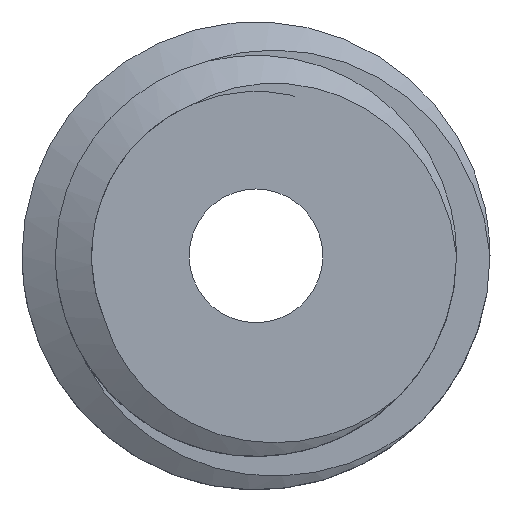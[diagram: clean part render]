
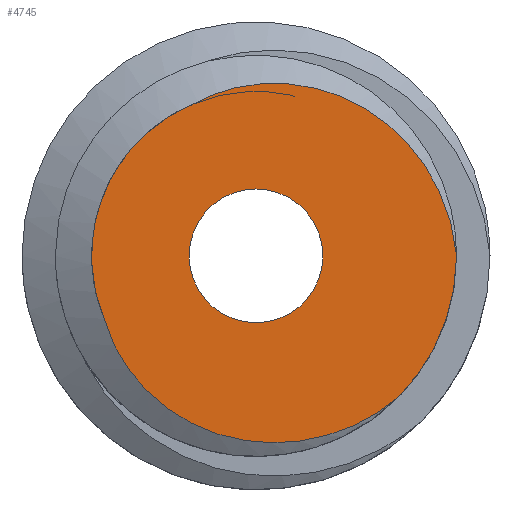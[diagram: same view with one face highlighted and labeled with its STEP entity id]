
A CAD part, front view. The second image highlights one B-rep face of the part: STEP entity #4745.
In plain terms, the highlighted planar face has unit normal (0, -1, 0).
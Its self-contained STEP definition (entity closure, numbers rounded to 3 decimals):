
#30 = CARTESIAN_POINT ( 'NONE',  ( 2.003, 0., 1.951 ) ) ;
#47 = DIRECTION ( 'NONE',  ( -1., 0., 0. ) ) ;
#62 = DIRECTION ( 'NONE',  ( 0., 1., 0. ) ) ;
#81 = VERTEX_POINT ( 'NONE', #3309 ) ;
#88 = CARTESIAN_POINT ( 'NONE',  ( -1.241, 0., 2.147 ) ) ;
#97 = DIRECTION ( 'NONE',  ( 0., 1., 0. ) ) ;
#175 = AXIS2_PLACEMENT_3D ( 'NONE', #2957, #4184, #47 ) ;
#369 = CARTESIAN_POINT ( 'NONE',  ( -2.209, 0., -1.159 ) ) ;
#388 = CARTESIAN_POINT ( 'NONE',  ( 1.234, 0., 2.41 ) ) ;
#410 = CARTESIAN_POINT ( 'NONE',  ( 1.443, 0., 2.318 ) ) ;
#511 = CARTESIAN_POINT ( 'NONE',  ( -2.459, 0., 0.161 ) ) ;
#751 = CARTESIAN_POINT ( 'NONE',  ( 0.037, 0., -2.796 ) ) ;
#800 = CARTESIAN_POINT ( 'NONE',  ( 1.828, 0., 2.089 ) ) ;
#852 = CARTESIAN_POINT ( 'NONE',  ( -0.091, 0., 2.567 ) ) ;
#1050 = ORIENTED_EDGE ( 'NONE', *, *, #4547, .T. ) ;
#1061 = CARTESIAN_POINT ( 'NONE',  ( -1.737, 0., -1.921 ) ) ;
#1153 = CARTESIAN_POINT ( 'NONE',  ( 1.363, 0., -2.59 ) ) ;
#1163 = B_SPLINE_CURVE_WITH_KNOTS ( 'NONE', 3,
 ( #5107, #88, #4668, #4275, #3035, #3910, #1797, #3451, #1335, #3415, #511, #3071, #3465, #4670, #5054, #2576 ),
 .UNSPECIFIED., .F., .F.,
 ( 4, 2, 2, 2, 2, 2, 2, 4 ),
 ( 0., 0.001, 0.001, 0.002, 0.002, 0.003, 0.003, 0.004 ),
 .UNSPECIFIED. ) ;
#1171 = CARTESIAN_POINT ( 'NONE',  ( -0.62, 0., -2.659 ) ) ;
#1207 = CARTESIAN_POINT ( 'NONE',  ( -0.941, 0., 2.272 ) ) ;
#1335 = CARTESIAN_POINT ( 'NONE',  ( -2.381, 0., 0.635 ) ) ;
#1366 = VERTEX_POINT ( 'NONE', #4905 ) ;
#1640 = AXIS2_PLACEMENT_3D ( 'NONE', #3478, #62, #3010 ) ;
#1747 = EDGE_CURVE ( 'NONE', #4396, #4611, #1163, .T. ) ;
#1797 = CARTESIAN_POINT ( 'NONE',  ( -2.211, 0., 1.088 ) ) ;
#1913 = CARTESIAN_POINT ( 'NONE',  ( -2.119, 0., -1.363 ) ) ;
#2004 = CARTESIAN_POINT ( 'NONE',  ( 0.712, 0., -2.771 ) ) ;
#2119 = CARTESIAN_POINT ( 'NONE',  ( 3., 0., 0. ) ) ;
#2149 = CIRCLE ( 'NONE', #3141, 1. ) ;
#2160 = AXIS2_PLACEMENT_3D ( 'NONE', #2504, #3374, #4535 ) ;
#2348 = CARTESIAN_POINT ( 'NONE',  ( 1.148, 0., -2.668 ) ) ;
#2374 = FACE_OUTER_BOUND ( 'NONE', #4626, .T. ) ;
#2441 = CARTESIAN_POINT ( 'NONE',  ( 2.121, 0., -2.121 ) ) ;
#2457 = CARTESIAN_POINT ( 'NONE',  ( -0.941, 0., 2.272 ) ) ;
#2504 = CARTESIAN_POINT ( 'NONE',  ( 0., 0., 0. ) ) ;
#2533 = CARTESIAN_POINT ( 'NONE',  ( -0.743, 0., 2.382 ) ) ;
#2576 = CARTESIAN_POINT ( 'NONE',  ( -2.272, 0., -0.941 ) ) ;
#2620 = PLANE ( 'NONE',  #1640 ) ;
#2717 = VERTEX_POINT ( 'NONE', #4528 ) ;
#2850 = B_SPLINE_CURVE_WITH_KNOTS ( 'NONE', 3,
 ( #4132, #369, #1913, #3325, #1061, #3273, #2874, #4842, #1171, #3288, #751, #3723, #2004, #2348, #1153, #4114, #4925, #2441 ),
 .UNSPECIFIED., .F., .F.,
 ( 4, 2, 2, 2, 2, 2, 2, 2, 4 ),
 ( 0., 0.001, 0.001, 0.002, 0.003, 0.003, 0.004, 0.005, 0.005 ),
 .UNSPECIFIED. ) ;
#2874 = CARTESIAN_POINT ( 'NONE',  ( -1.225, 0., -2.362 ) ) ;
#2924 = CARTESIAN_POINT ( 'NONE',  ( 2.322, 0., 1.633 ) ) ;
#2940 = ORIENTED_EDGE ( 'NONE', *, *, #3845, .F. ) ;
#2957 = CARTESIAN_POINT ( 'NONE',  ( 0., 0., 0. ) ) ;
#2977 = CARTESIAN_POINT ( 'NONE',  ( 0.805, 0., 2.536 ) ) ;
#3010 = DIRECTION ( 'NONE',  ( -1., 0., 0. ) ) ;
#3035 = CARTESIAN_POINT ( 'NONE',  ( -1.957, 0., 1.498 ) ) ;
#3071 = CARTESIAN_POINT ( 'NONE',  ( -2.459, 0., -0.162 ) ) ;
#3082 = CARTESIAN_POINT ( 'NONE',  ( 0., 0., 0. ) ) ;
#3141 = AXIS2_PLACEMENT_3D ( 'NONE', #3082, #97, #3460 ) ;
#3273 = CARTESIAN_POINT ( 'NONE',  ( -1.41, 0., -2.228 ) ) ;
#3288 = CARTESIAN_POINT ( 'NONE',  ( -0.185, 0., -2.769 ) ) ;
#3297 = CARTESIAN_POINT ( 'NONE',  ( 2.121, 0., -2.121 ) ) ;
#3309 = CARTESIAN_POINT ( 'NONE',  ( -1., 0., 0. ) ) ;
#3325 = CARTESIAN_POINT ( 'NONE',  ( -1.882, 0., -1.746 ) ) ;
#3363 = CARTESIAN_POINT ( 'NONE',  ( 2.697, 0., 1.076 ) ) ;
#3374 = DIRECTION ( 'NONE',  ( 0., 1., 0. ) ) ;
#3398 = CARTESIAN_POINT ( 'NONE',  ( 2.98, 0., 0.226 ) ) ;
#3415 = CARTESIAN_POINT ( 'NONE',  ( -2.443, 0., 0.32 ) ) ;
#3451 = CARTESIAN_POINT ( 'NONE',  ( -2.333, 0., 0.791 ) ) ;
#3460 = DIRECTION ( 'NONE',  ( -1., 0., 0. ) ) ;
#3465 = CARTESIAN_POINT ( 'NONE',  ( -2.443, 0., -0.324 ) ) ;
#3478 = CARTESIAN_POINT ( 'NONE',  ( 1., 0., 0. ) ) ;
#3723 = CARTESIAN_POINT ( 'NONE',  ( 0.489, 0., -2.797 ) ) ;
#3752 = CARTESIAN_POINT ( 'NONE',  ( 0.58, 0., 2.572 ) ) ;
#3804 = CARTESIAN_POINT ( 'NONE',  ( -2.272, 0., -0.941 ) ) ;
#3845 = EDGE_CURVE ( 'NONE', #1366, #3853, #3909, .T. ) ;
#3853 = VERTEX_POINT ( 'NONE', #3297 ) ;
#3909 = CIRCLE ( 'NONE', #2160, 3. ) ;
#3910 = CARTESIAN_POINT ( 'NONE',  ( -2.135, 0., 1.229 ) ) ;
#3964 = B_SPLINE_CURVE_WITH_KNOTS ( 'NONE', 3,
 ( #2119, #3398, #4991, #5030, #3363, #5414, #2924, #30, #800, #410, #388, #2977, #3752, #4616, #852, #4647, #2533, #1207 ),
 .UNSPECIFIED., .F., .F.,
 ( 4, 2, 2, 2, 2, 2, 2, 2, 4 ),
 ( 0., 0.001, 0.001, 0.002, 0.003, 0.003, 0.004, 0.005, 0.005 ),
 .UNSPECIFIED. ) ;
#4051 = ORIENTED_EDGE ( 'NONE', *, *, #1747, .T. ) ;
#4058 = EDGE_LOOP ( 'NONE', ( #1050, #4288 ) ) ;
#4114 = CARTESIAN_POINT ( 'NONE',  ( 1.761, 0., -2.389 ) ) ;
#4132 = CARTESIAN_POINT ( 'NONE',  ( -2.272, 0., -0.941 ) ) ;
#4184 = DIRECTION ( 'NONE',  ( 0., 1., 0. ) ) ;
#4260 = ORIENTED_EDGE ( 'NONE', *, *, #4620, .T. ) ;
#4269 = FACE_BOUND ( 'NONE', #4058, .T. ) ;
#4275 = CARTESIAN_POINT ( 'NONE',  ( -1.853, 0., 1.624 ) ) ;
#4288 = ORIENTED_EDGE ( 'NONE', *, *, #5152, .T. ) ;
#4396 = VERTEX_POINT ( 'NONE', #2457 ) ;
#4483 = EDGE_CURVE ( 'NONE', #4611, #3853, #2850, .T. ) ;
#4528 = CARTESIAN_POINT ( 'NONE',  ( 1., 0., 0. ) ) ;
#4535 = DIRECTION ( 'NONE',  ( -1., 0., 0. ) ) ;
#4547 = EDGE_CURVE ( 'NONE', #81, #2717, #4846, .T. ) ;
#4611 = VERTEX_POINT ( 'NONE', #3804 ) ;
#4616 = CARTESIAN_POINT ( 'NONE',  ( 0.131, 0., 2.587 ) ) ;
#4620 = EDGE_CURVE ( 'NONE', #1366, #4396, #3964, .T. ) ;
#4626 = EDGE_LOOP ( 'NONE', ( #4260, #4051, #4720, #2940 ) ) ;
#4647 = CARTESIAN_POINT ( 'NONE',  ( -0.532, 0., 2.463 ) ) ;
#4668 = CARTESIAN_POINT ( 'NONE',  ( -1.514, 0., 1.964 ) ) ;
#4670 = CARTESIAN_POINT ( 'NONE',  ( -2.38, 0., -0.637 ) ) ;
#4720 = ORIENTED_EDGE ( 'NONE', *, *, #4483, .T. ) ;
#4745 = ADVANCED_FACE ( 'NONE', ( #4269, #2374 ), #2620, .F. ) ;
#4842 = CARTESIAN_POINT ( 'NONE',  ( -0.832, 0., -2.576 ) ) ;
#4846 = CIRCLE ( 'NONE', #175, 1. ) ;
#4905 = CARTESIAN_POINT ( 'NONE',  ( 3., 0., 0. ) ) ;
#4925 = CARTESIAN_POINT ( 'NONE',  ( 1.948, 0., -2.267 ) ) ;
#4991 = CARTESIAN_POINT ( 'NONE',  ( 2.935, 0., 0.444 ) ) ;
#5030 = CARTESIAN_POINT ( 'NONE',  ( 2.794, 0., 0.869 ) ) ;
#5054 = CARTESIAN_POINT ( 'NONE',  ( -2.334, 0., -0.791 ) ) ;
#5107 = CARTESIAN_POINT ( 'NONE',  ( -0.941, 0., 2.272 ) ) ;
#5152 = EDGE_CURVE ( 'NONE', #2717, #81, #2149, .T. ) ;
#5414 = CARTESIAN_POINT ( 'NONE',  ( 2.462, 0., 1.456 ) ) ;
